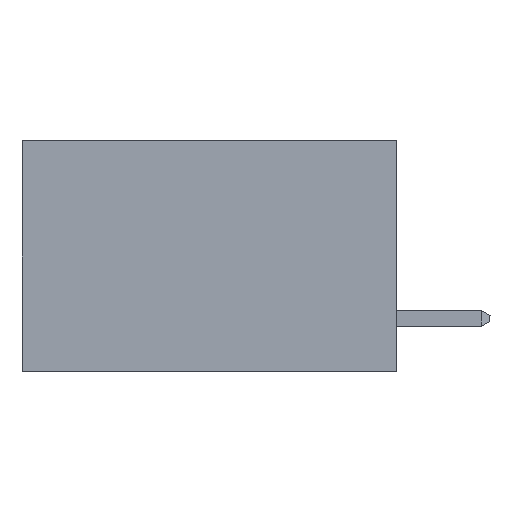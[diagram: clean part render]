
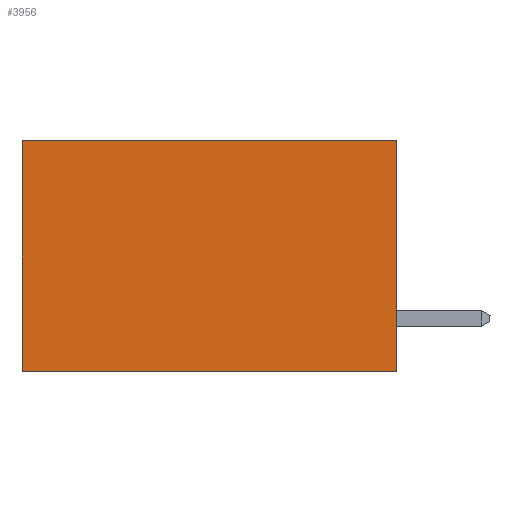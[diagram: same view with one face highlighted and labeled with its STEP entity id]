
A CAD part, left-side view. The second image highlights one B-rep face of the part: STEP entity #3956.
In plain terms, the highlighted planar face has unit normal (-1, 0, 0).
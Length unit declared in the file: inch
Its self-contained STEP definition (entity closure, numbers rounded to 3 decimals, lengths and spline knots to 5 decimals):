
#43 = ORIENTED_EDGE ( 'NONE', *, *, #1480, .F. ) ;
#135 = VECTOR ( 'NONE', #7803, 39.37008 ) ;
#735 = CARTESIAN_POINT ( 'NONE',  ( 0.2615, 0., -0.37 ) ) ;
#995 = CARTESIAN_POINT ( 'NONE',  ( 0.2615, 0., -0.37 ) ) ;
#1339 = VERTEX_POINT ( 'NONE', #10576 ) ;
#1480 = EDGE_CURVE ( 'NONE', #8406, #11976, #2908, .T. ) ;
#1978 = VECTOR ( 'NONE', #10775, 39.37008 ) ;
#2767 = DIRECTION ( 'NONE',  ( 0., 0., -1. ) ) ;
#2796 = CARTESIAN_POINT ( 'NONE',  ( 0.2615, 0., -0.37 ) ) ;
#2908 = LINE ( 'NONE', #995, #135 ) ;
#3014 = DIRECTION ( 'NONE',  ( 0., 0., -1. ) ) ;
#3956 = ADVANCED_FACE ( 'NONE', ( #4585 ), #10863, .F. ) ;
#4585 = FACE_OUTER_BOUND ( 'NONE', #4602, .T. ) ;
#4602 = EDGE_LOOP ( 'NONE', ( #10135, #43, #8253, #9493 ) ) ;
#4671 = LINE ( 'NONE', #8918, #1978 ) ;
#5111 = VERTEX_POINT ( 'NONE', #10173 ) ;
#5705 = CARTESIAN_POINT ( 'NONE',  ( 0.2615, 0.6, -0.37 ) ) ;
#6435 = EDGE_CURVE ( 'NONE', #5111, #8406, #11409, .T. ) ;
#6497 = VECTOR ( 'NONE', #3014, 39.37008 ) ;
#6588 = VECTOR ( 'NONE', #2767, 39.37008 ) ;
#7523 = AXIS2_PLACEMENT_3D ( 'NONE', #10431, #11637, #11722 ) ;
#7803 = DIRECTION ( 'NONE',  ( 0., 1., 0. ) ) ;
#7883 = CARTESIAN_POINT ( 'NONE',  ( 0.2615, 0.6, -0.37 ) ) ;
#8253 = ORIENTED_EDGE ( 'NONE', *, *, #6435, .F. ) ;
#8406 = VERTEX_POINT ( 'NONE', #735 ) ;
#8640 = LINE ( 'NONE', #7883, #6497 ) ;
#8918 = CARTESIAN_POINT ( 'NONE',  ( 0.2615, 0., 0. ) ) ;
#9363 = EDGE_CURVE ( 'NONE', #5111, #1339, #4671, .T. ) ;
#9493 = ORIENTED_EDGE ( 'NONE', *, *, #9363, .T. ) ;
#10135 = ORIENTED_EDGE ( 'NONE', *, *, #12202, .T. ) ;
#10173 = CARTESIAN_POINT ( 'NONE',  ( 0.2615, 0., 0. ) ) ;
#10431 = CARTESIAN_POINT ( 'NONE',  ( 0.2615, 0., -0.37 ) ) ;
#10576 = CARTESIAN_POINT ( 'NONE',  ( 0.2615, 0.6, 0. ) ) ;
#10775 = DIRECTION ( 'NONE',  ( 0., 1., 0. ) ) ;
#10863 = PLANE ( 'NONE',  #7523 ) ;
#11409 = LINE ( 'NONE', #2796, #6588 ) ;
#11637 = DIRECTION ( 'NONE',  ( 1., 0., 0. ) ) ;
#11722 = DIRECTION ( 'NONE',  ( 0., 0., -1. ) ) ;
#11976 = VERTEX_POINT ( 'NONE', #5705 ) ;
#12202 = EDGE_CURVE ( 'NONE', #1339, #11976, #8640, .T. ) ;
